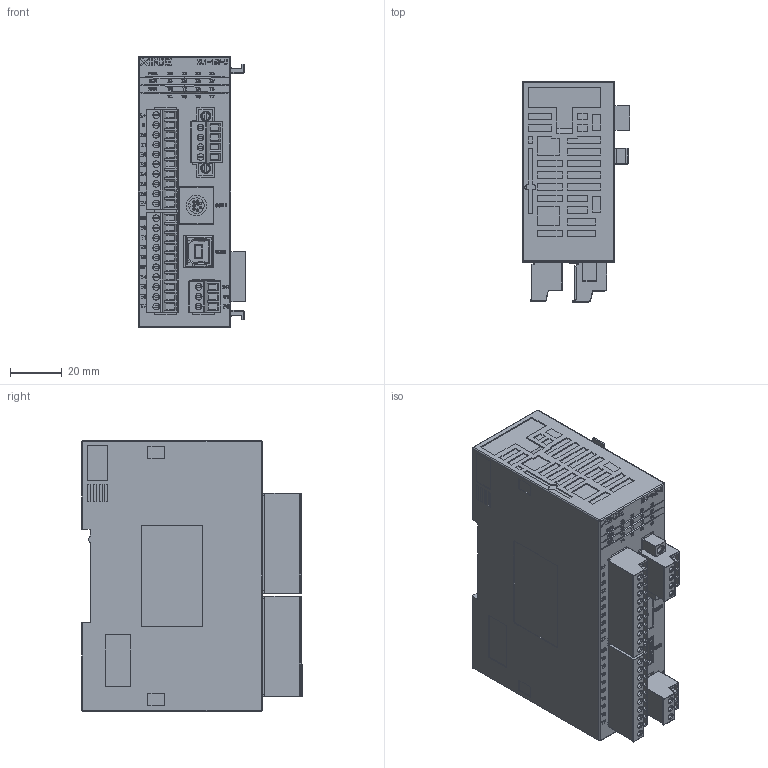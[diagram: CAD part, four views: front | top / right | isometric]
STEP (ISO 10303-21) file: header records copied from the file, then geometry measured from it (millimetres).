
FILE_DESCRIPTION(/* description */ (''),/* implementation_level */ '2;1');
FILE_NAME(/* name */ 'XL1-16~2',/* time_stamp */ '2022-08-23T17:13:05+08:00',/* author */ (''),/* organization */ (''),/* preprocessor_version */ 'ST-DEVELOPER v16.5',/* originating_system */ '',/* authorisation */ '');
FILE_SCHEMA (('CONFIG_CONTROL_DESIGN'));
Products named in the file (1): Document
Bounding box: 41.8 x 85.57 x 105 mm (x, y, z)
Volume: 271024.6 mm3; surface area: 40506.8 mm2
Topology: 10 solids, 10 shells, 5941 faces, 16290 edges, 10669 vertices
Faces by surface type: plane 4359, bspline 1117, cylinder 465
Entity records: 210425 total; most frequent: CARTESIAN_POINT 102011, ORIENTED_EDGE 32564, EDGE_CURVE 16282, B_SPLINE_CURVE_WITH_KNOTS 14917, VERTEX_POINT 10669, EDGE_LOOP 6305, ADVANCED_FACE 5941, FACE_OUTER_BOUND 5941
